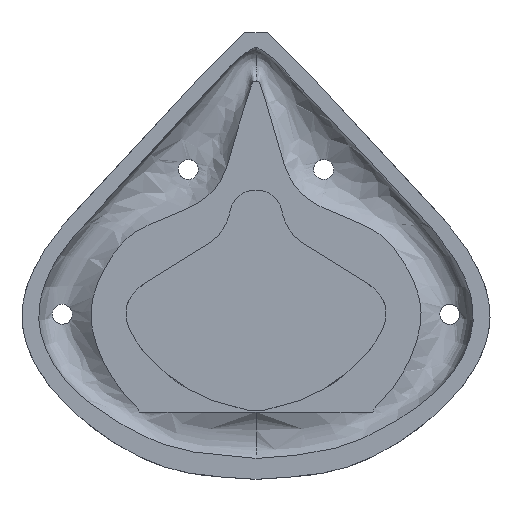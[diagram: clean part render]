
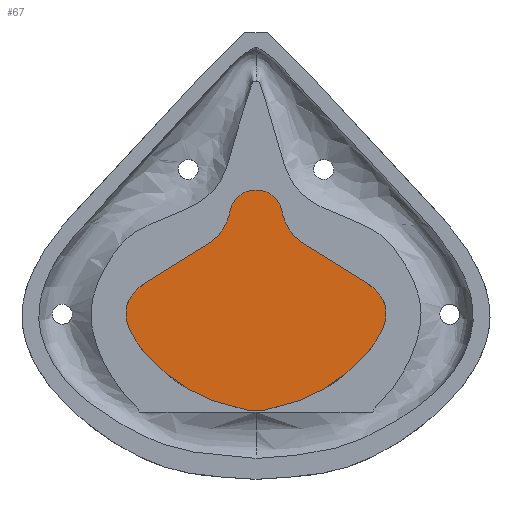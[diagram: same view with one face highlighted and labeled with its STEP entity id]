
A CAD part, top view. The second image highlights one B-rep face of the part: STEP entity #67.
In plain terms, the highlighted planar face has unit normal (0, 0, 1).
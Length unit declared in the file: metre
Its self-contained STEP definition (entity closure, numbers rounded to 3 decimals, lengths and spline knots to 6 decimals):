
#67 = ADVANCED_FACE( '', ( #145 ), #146, .F. );
#145 = FACE_OUTER_BOUND( '', #1808, .T. );
#146 = PLANE( '', #1809 );
#1808 = EDGE_LOOP( '', ( #3593, #3594, #3595, #3596, #3597, #3598 ) );
#1809 = AXIS2_PLACEMENT_3D( '', #3599, #3600, #3601 );
#3593 = ORIENTED_EDGE( '', *, *, #3827, .F. );
#3594 = ORIENTED_EDGE( '', *, *, #3828, .F. );
#3595 = ORIENTED_EDGE( '', *, *, #3824, .T. );
#3596 = ORIENTED_EDGE( '', *, *, #3811, .T. );
#3597 = ORIENTED_EDGE( '', *, *, #3829, .F. );
#3598 = ORIENTED_EDGE( '', *, *, #3792, .F. );
#3599 = CARTESIAN_POINT( '', ( -0.001406, 0.009679, -0.0094 ) );
#3600 = DIRECTION( '', ( 0., 0., -1. ) );
#3601 = DIRECTION( '', ( 1., 0., 0. ) );
#3792 = EDGE_CURVE( '', #3874, #3876, #3877, .T. );
#3811 = EDGE_CURVE( '', #3909, #3907, #3910, .T. );
#3824 = EDGE_CURVE( '', #3928, #3909, #3929, .T. );
#3827 = EDGE_CURVE( '', #3932, #3874, #3933, .T. );
#3828 = EDGE_CURVE( '', #3928, #3932, #3934, .T. );
#3829 = EDGE_CURVE( '', #3876, #3907, #3935, .T. );
#3874 = VERTEX_POINT( '', #4208 );
#3876 = VERTEX_POINT( '', #4211 );
#3877 = LINE( '', #4212, #4213 );
#3907 = VERTEX_POINT( '', #4702 );
#3909 = VERTEX_POINT( '', #4705 );
#3910 = B_SPLINE_CURVE_WITH_KNOTS( '', 3, ( #4706, #4707, #4708, #4709, #4710, #4711, #4712 ), .UNSPECIFIED., .F., .F., ( 4, 1, 1, 1, 4 ), ( 0., 0.245836, 0.512143, 0.800717, 0.920201 ), .UNSPECIFIED. );
#3928 = VERTEX_POINT( '', #4925 );
#3929 = LINE( '', #4926, #4927 );
#3932 = VERTEX_POINT( '', #4931 );
#3933 = CIRCLE( '', #4932, 0.0075 );
#3934 = B_SPLINE_CURVE_WITH_KNOTS( '', 3, ( #4933, #4934, #4935, #4936, #4937, #4938, #4939 ), .UNSPECIFIED., .F., .F., ( 4, 1, 1, 1, 4 ), ( 0., 0.245836, 0.512143, 0.800717, 0.920201 ), .UNSPECIFIED. );
#3935 = CIRCLE( '', #4940, 0.0075 );
#4208 = CARTESIAN_POINT( '', ( -0.000395, 0.026588, -0.0094 ) );
#4211 = CARTESIAN_POINT( '', ( 0.000395, 0.026588, -0.0094 ) );
#4212 = CARTESIAN_POINT( '', ( -0.000197, 0.026588, -0.0094 ) );
#4213 = VECTOR( '', #5246, 1. );
#4702 = CARTESIAN_POINT( '', ( 0.007763, 0.02049, -0.0094 ) );
#4705 = CARTESIAN_POINT( '', ( 0.001774, -0.039662, -0.0094 ) );
#4706 = CARTESIAN_POINT( '', ( 0.001774, -0.039662, -0.0094 ) );
#4707 = CARTESIAN_POINT( '', ( 0.008914, -0.038, -0.0094 ) );
#4708 = CARTESIAN_POINT( '', ( 0.02379, -0.034539, -0.0094 ) );
#4709 = CARTESIAN_POINT( '', ( 0.050973, -0.003941, -0.0094 ) );
#4710 = CARTESIAN_POINT( '', ( 0.01252, 0.007592, -0.0094 ) );
#4711 = CARTESIAN_POINT( '', ( 0.008333, 0.017491, -0.0094 ) );
#4712 = CARTESIAN_POINT( '', ( 0.007763, 0.02049, -0.0094 ) );
#4925 = CARTESIAN_POINT( '', ( -0.001774, -0.039662, -0.0094 ) );
#4926 = CARTESIAN_POINT( '', ( 0., -0.039662, -0.0094 ) );
#4927 = VECTOR( '', #5257, 1. );
#4931 = CARTESIAN_POINT( '', ( -0.007763, 0.02049, -0.0094 ) );
#4932 = AXIS2_PLACEMENT_3D( '', #5259, #5260, #5261 );
#4933 = CARTESIAN_POINT( '', ( -0.001774, -0.039662, -0.0094 ) );
#4934 = CARTESIAN_POINT( '', ( -0.008914, -0.038, -0.0094 ) );
#4935 = CARTESIAN_POINT( '', ( -0.02379, -0.034539, -0.0094 ) );
#4936 = CARTESIAN_POINT( '', ( -0.050973, -0.003941, -0.0094 ) );
#4937 = CARTESIAN_POINT( '', ( -0.01252, 0.007592, -0.0094 ) );
#4938 = CARTESIAN_POINT( '', ( -0.008333, 0.017491, -0.0094 ) );
#4939 = CARTESIAN_POINT( '', ( -0.007763, 0.02049, -0.0094 ) );
#4940 = AXIS2_PLACEMENT_3D( '', #5262, #5263, #5264 );
#5246 = DIRECTION( '', ( 1., 0., 0. ) );
#5257 = DIRECTION( '', ( 1., 0., 0. ) );
#5259 = CARTESIAN_POINT( '', ( -0.000395, 0.019088, -0.0094 ) );
#5260 = DIRECTION( '', ( 0., 0., -1. ) );
#5261 = DIRECTION( '', ( -1., 0., 0. ) );
#5262 = CARTESIAN_POINT( '', ( 0.000395, 0.019088, -0.0094 ) );
#5263 = DIRECTION( '', ( 0., 0., -1. ) );
#5264 = DIRECTION( '', ( -1., 0., 0. ) );
